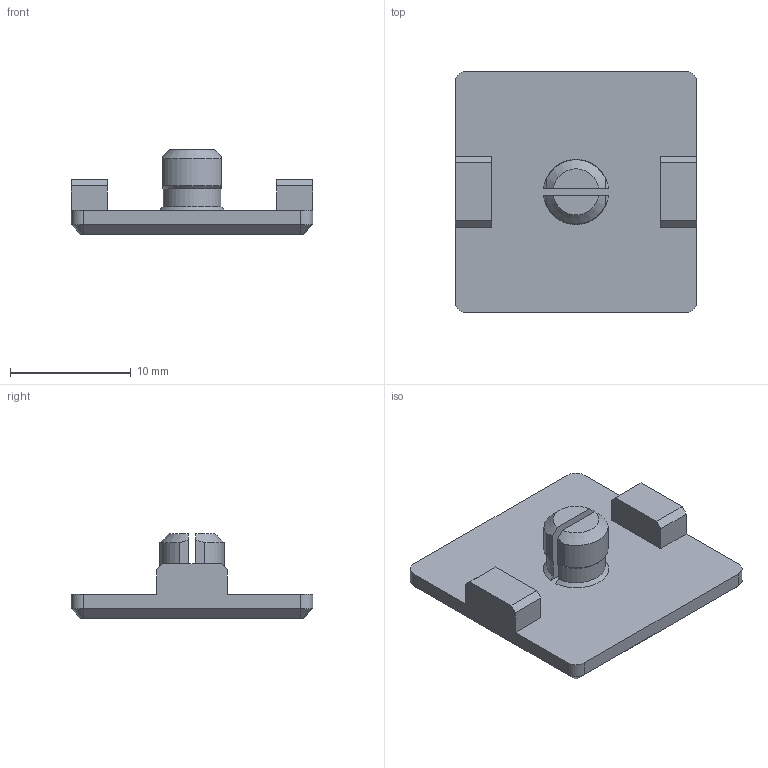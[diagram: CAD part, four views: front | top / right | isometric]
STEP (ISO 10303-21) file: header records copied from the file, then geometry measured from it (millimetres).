
FILE_DESCRIPTION(/* description */ (''),/* implementation_level */ '2;1');
FILE_NAME(/* name */ '2020-cap.step',/* time_stamp */ '2022-08-30T08:20:39-04:00',/* author */ (''),/* organization */ (''),/* preprocessor_version */ 'ST-DEVELOPER v19',/* originating_system */ 'Autodesk Translation Framework v11.7.0.108',/* authorisation */ '');
FILE_SCHEMA (('AUTOMOTIVE_DESIGN { 1 0 10303 214 3 1 1 }'));
Length unit declared in the file: millimetre
Products named in the file (1): 2020-cap
Bounding box: 20 x 20 x 7 mm (x, y, z)
Volume: 942.7 mm3; surface area: 1117.7 mm2
Topology: 1 solids, 1 shells, 48 faces, 124 edges, 80 vertices
Faces by surface type: plane 30, cone 10, cylinder 8
Entity records: 1461 total; most frequent: CARTESIAN_POINT 293, ORIENTED_EDGE 248, DIRECTION 226, EDGE_CURVE 124, LINE 80, VECTOR 80, VERTEX_POINT 80, AXIS2_PLACEMENT_3D 73
